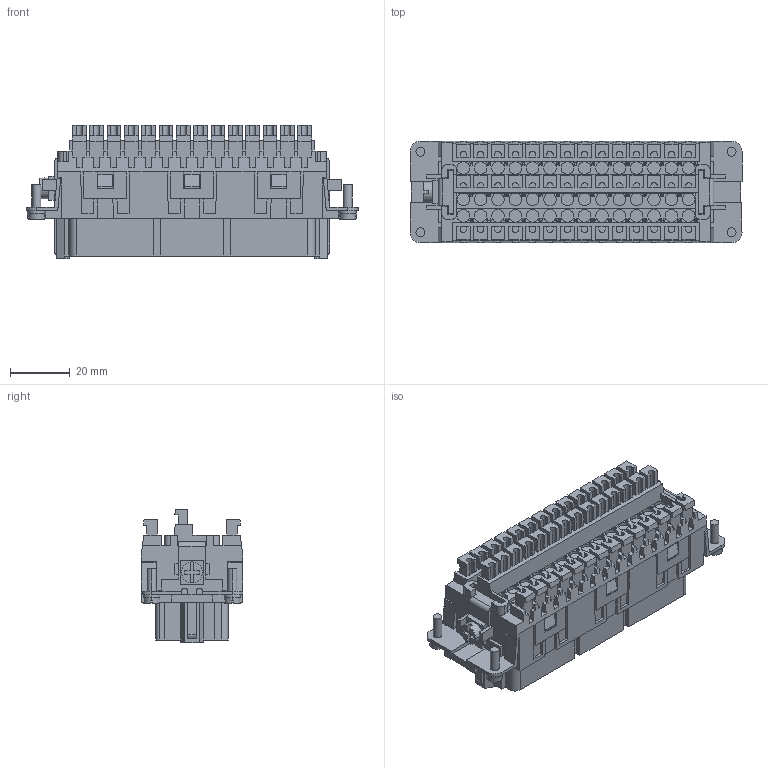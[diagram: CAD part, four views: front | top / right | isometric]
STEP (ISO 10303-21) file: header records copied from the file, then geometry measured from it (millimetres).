
FILE_DESCRIPTION(('Creo Elements/Direct Modeling STEP Export'),'2;1');
FILE_NAME('0lndrr043inmdj63172','2016-07-05T15:25:44',(''),(''),'PTC Creo Elements/Direct Modeling STEP processor for AP214 (Solid Model)','PTC Creo Elements/Direct Modeling 19.0B 21-Mar-2015 (C) Parametric Technology GmbH','');
FILE_SCHEMA(('AUTOMOTIVE_DESIGN { 1 0 10303 214 1 1 1 1 }'));
Products named in the file (2): CDSHF_42_N
Assembly tree (1 placements, depth 2):
  CDSHF_42_N
    CDSHF_42_N
Bounding box: 111 x 34 x 44.8 mm (x, y, z)
Volume: 90292 mm3; surface area: 31542.3 mm2
Topology: 1 solids, 2 shells, 2197 faces, 14329 edges, 12559 vertices
Faces by surface type: plane 1847, cylinder 342, cone 8
Entity records: 158747 total; most frequent: ORIENTED_EDGE 28650, CARTESIAN_POINT 28552, DIRECTION 18085, EDGE_CURVE 14325, VECTOR 13409, LINE 13409, VERTEX_POINT 12557, EDGE_LOOP 2622
